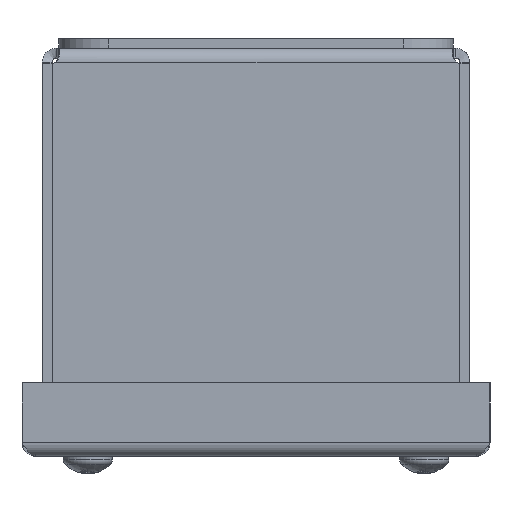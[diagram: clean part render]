
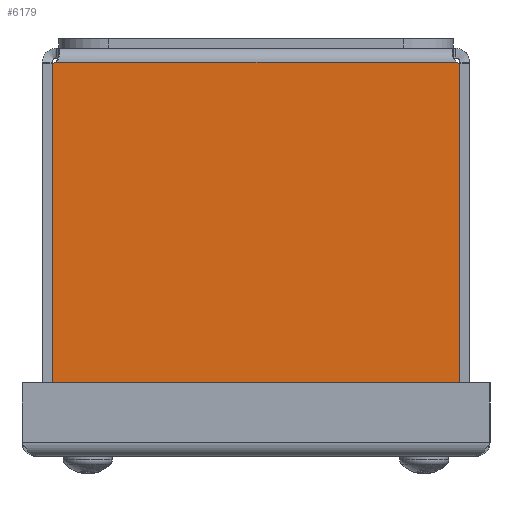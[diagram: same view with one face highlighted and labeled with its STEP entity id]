
A CAD part, front view. The second image highlights one B-rep face of the part: STEP entity #6179.
In plain terms, the highlighted planar face has unit normal (0, -1, 0).
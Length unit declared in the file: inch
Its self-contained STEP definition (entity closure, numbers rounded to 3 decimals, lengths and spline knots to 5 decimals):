
#367=CIRCLE('',#6661,0.07);
#369=CIRCLE('',#6664,0.07);
#678=PLANE('',#6663);
#993=FACE_OUTER_BOUND('',#1381,.T.);
#1381=EDGE_LOOP('',(#5451,#5452,#5453,#5454,#5455,#5456));
#1916=LINE('',#10496,#2464);
#1924=LINE('',#10517,#2472);
#1968=LINE('',#10933,#2516);
#1969=LINE('',#10935,#2517);
#2464=VECTOR('',#8028,3.10059);
#2472=VECTOR('',#8056,2.58869);
#2516=VECTOR('',#8158,2.58869);
#2517=VECTOR('',#8159,3.04583);
#3067=VERTEX_POINT('',#10493);
#3068=VERTEX_POINT('',#10495);
#3071=VERTEX_POINT('',#10516);
#3104=VERTEX_POINT('',#10925);
#3105=VERTEX_POINT('',#10927);
#3107=VERTEX_POINT('',#10934);
#3827=EDGE_CURVE('',#3068,#3067,#1916,.T.);
#3838=EDGE_CURVE('',#3068,#3071,#1924,.T.);
#3899=EDGE_CURVE('',#3105,#3104,#367,.T.);
#3902=EDGE_CURVE('',#3105,#3067,#1968,.T.);
#3903=EDGE_CURVE('',#3104,#3107,#1969,.T.);
#3904=EDGE_CURVE('',#3107,#3071,#369,.T.);
#5451=ORIENTED_EDGE('',*,*,#3827,.T.);
#5452=ORIENTED_EDGE('',*,*,#3902,.F.);
#5453=ORIENTED_EDGE('',*,*,#3899,.T.);
#5454=ORIENTED_EDGE('',*,*,#3903,.T.);
#5455=ORIENTED_EDGE('',*,*,#3904,.T.);
#5456=ORIENTED_EDGE('',*,*,#3838,.F.);
#6179=ADVANCED_FACE('',(#993),#678,.F.);
#6661=AXIS2_PLACEMENT_3D('',#10928,#8151,#8152);
#6663=AXIS2_PLACEMENT_3D('',#10932,#8156,#8157);
#6664=AXIS2_PLACEMENT_3D('',#10936,#8160,#8161);
#8028=DIRECTION('',(-1.,0.,0.));
#8056=DIRECTION('',(0.,0.,-1.));
#8151=DIRECTION('center_axis',(0.,1.,0.));
#8152=DIRECTION('ref_axis',(1.,0.,0.));
#8156=DIRECTION('center_axis',(0.,1.,0.));
#8157=DIRECTION('ref_axis',(1.,0.,0.));
#8158=DIRECTION('',(0.,0.,1.));
#8159=DIRECTION('',(1.,0.,0.));
#8160=DIRECTION('center_axis',(0.,1.,0.));
#8161=DIRECTION('ref_axis',(1.,0.,0.));
#10493=CARTESIAN_POINT('',(0.07471,0.,2.70475));
#10495=CARTESIAN_POINT('',(3.17529,0.,2.70475));
#10496=CARTESIAN_POINT('',(2.40015,0.,2.70475));
#10516=CARTESIAN_POINT('',(3.17529,0.,0.11606));
#10517=CARTESIAN_POINT('',(3.17529,0.,0.10525));
#10925=CARTESIAN_POINT('',(0.10208,0.,0.10525));
#10927=CARTESIAN_POINT('',(0.07471,0.,0.11606));
#10928=CARTESIAN_POINT('Origin',(0.06327,0.,
0.047));
#10932=CARTESIAN_POINT('Origin',(1.625,0.,1.37657));
#10933=CARTESIAN_POINT('',(0.07471,0.,0.10525));
#10934=CARTESIAN_POINT('',(3.14792,0.,0.10525));
#10935=CARTESIAN_POINT('',(1.625,0.,0.10525));
#10936=CARTESIAN_POINT('Origin',(3.18673,0.,
0.047));
